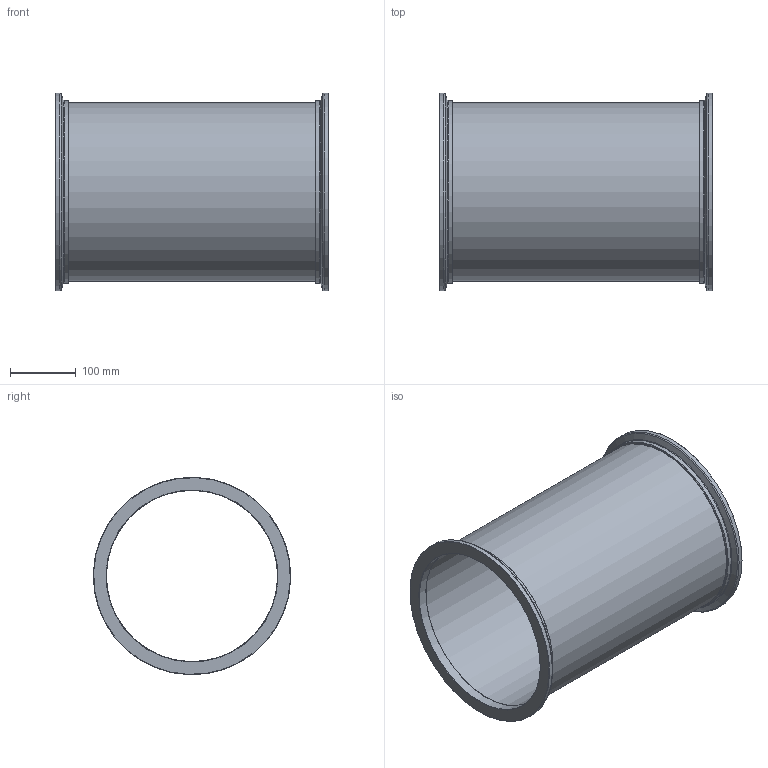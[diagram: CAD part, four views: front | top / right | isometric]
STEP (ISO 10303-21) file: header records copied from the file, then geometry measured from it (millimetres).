
FILE_DESCRIPTION(/* description */ (''),/* implementation_level */ '2;1');
FILE_NAME(/* name */ '33.250003.244.325',/* time_stamp */ '2019-06-19T09:20:26+02:00',/* author */ ('Murat Coskun Bicak'),/* organization */ ('Evac AG'),/* preprocessor_version */ 'ST-DEVELOPER v16.7',/* originating_system */ 'DEX',/* authorisation */ $);
FILE_SCHEMA (('AUTOMOTIVE_DESIGN {1 0 10303 214 3 1 1}'));
Length unit declared in the file: millimetre
Products named in the file (3): 33.250003.244.325; 33.250003.244.325-Rohr; 32.250003.210.325
Assembly tree (3 placements, depth 2):
  33.250003.244.325
    33.250003.244.325-Rohr
    32.250003.210.325  x2
Bounding box: 416 x 301 x 301 mm (x, y, z)
Volume: 2398575.8 mm3; surface area: 788427.1 mm2
Topology: 3 solids, 3 shells, 34 faces, 66 edges, 40 vertices
Faces by surface type: cone 12, cylinder 10, plane 8, torus 4
Full cylindrical faces by diameter (mm): 261 x3, 273 x3, 279 x2, 301 x2
Entity records: 476 total; most frequent: DIRECTION 84, CARTESIAN_POINT 61, AXIS2_PLACEMENT_3D 42, ORIENTED_EDGE 38, EDGE_LOOP 38, FACE_BOUND 38, EDGE_CURVE 19, VERTEX_POINT 19
